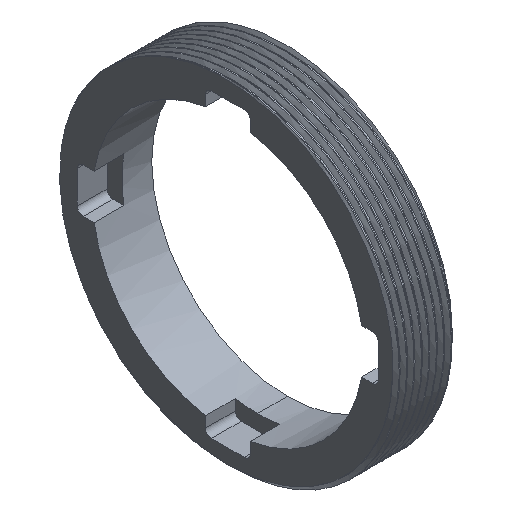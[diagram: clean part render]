
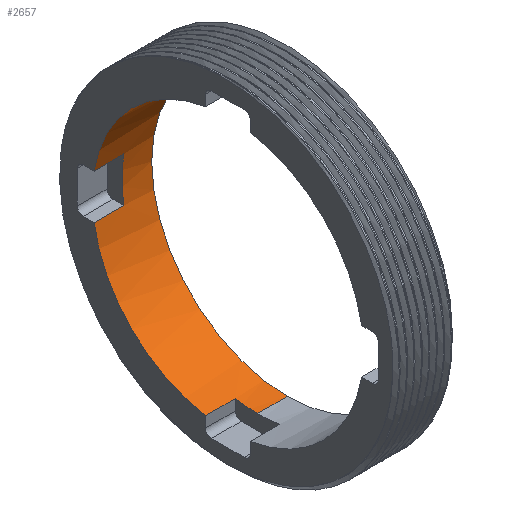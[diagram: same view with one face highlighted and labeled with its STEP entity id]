
A CAD part, isometric view. The second image highlights one B-rep face of the part: STEP entity #2657.
In plain terms, the highlighted cylindrical face has radius 28.956 mm (diameter 57.912 mm), a partial arc.
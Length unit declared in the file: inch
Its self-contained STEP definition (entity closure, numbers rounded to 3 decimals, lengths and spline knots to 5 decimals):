
#3 = EDGE_CURVE ( 'NONE', #3004, #1535, #1513, .T. ) ;
#30 = VERTEX_POINT ( 'NONE', #2128 ) ;
#32 = DIRECTION ( 'NONE',  ( -1., 0., 0. ) ) ;
#42 = EDGE_CURVE ( 'NONE', #2252, #802, #682, .T. ) ;
#111 = EDGE_LOOP ( 'NONE', ( #2476, #2765, #2282, #3058, #2947, #2445, #336, #240, #2677, #315, #2127, #1612 ) ) ;
#153 = CARTESIAN_POINT ( 'NONE',  ( 0.25, 0., 1.14 ) ) ;
#179 = DIRECTION ( 'NONE',  ( 1., 0., 0. ) ) ;
#240 = ORIENTED_EDGE ( 'NONE', *, *, #1690, .F. ) ;
#315 = ORIENTED_EDGE ( 'NONE', *, *, #2810, .T. ) ;
#336 = ORIENTED_EDGE ( 'NONE', *, *, #1132, .T. ) ;
#342 = FACE_OUTER_BOUND ( 'NONE', #111, .T. ) ;
#355 = CARTESIAN_POINT ( 'NONE',  ( 0.25, 0., 0. ) ) ;
#390 = CARTESIAN_POINT ( 'NONE',  ( 0.25, 0.1875, -1.12447 ) ) ;
#396 = CARTESIAN_POINT ( 'NONE',  ( 0., 0., 0. ) ) ;
#411 = VECTOR ( 'NONE', #1900, 39.37008 ) ;
#493 = DIRECTION ( 'NONE',  ( 0., 1., 0. ) ) ;
#510 = CIRCLE ( 'NONE', #1160, 1.14 ) ;
#569 = VERTEX_POINT ( 'NONE', #2195 ) ;
#578 = CARTESIAN_POINT ( 'NONE',  ( 0.5, 0., -1.14 ) ) ;
#622 = AXIS2_PLACEMENT_3D ( 'NONE', #1078, #1298, #1362 ) ;
#682 = CIRCLE ( 'NONE', #2026, 1.14 ) ;
#716 = CIRCLE ( 'NONE', #2469, 1.14 ) ;
#734 = DIRECTION ( 'NONE',  ( 1., 0., 0. ) ) ;
#802 = VERTEX_POINT ( 'NONE', #578 ) ;
#851 = EDGE_CURVE ( 'NONE', #569, #973, #1687, .T. ) ;
#970 = CARTESIAN_POINT ( 'NONE',  ( 0.25, 1.12447, -0.1875 ) ) ;
#973 = VERTEX_POINT ( 'NONE', #390 ) ;
#975 = EDGE_CURVE ( 'NONE', #802, #569, #2857, .T. ) ;
#1000 = VECTOR ( 'NONE', #2843, 39.37008 ) ;
#1078 = CARTESIAN_POINT ( 'NONE',  ( 0., 0., 0. ) ) ;
#1101 = CARTESIAN_POINT ( 'NONE',  ( 0., 0., 0. ) ) ;
#1132 = EDGE_CURVE ( 'NONE', #1535, #1536, #3074, .T. ) ;
#1160 = AXIS2_PLACEMENT_3D ( 'NONE', #1711, #1453, #1914 ) ;
#1183 = CARTESIAN_POINT ( 'NONE',  ( 0., 0.1875, 1.12447 ) ) ;
#1219 = LINE ( 'NONE', #2174, #1670 ) ;
#1298 = DIRECTION ( 'NONE',  ( -1., 0., 0. ) ) ;
#1347 = CARTESIAN_POINT ( 'NONE',  ( 0., 0.1875, 1.12447 ) ) ;
#1361 = EDGE_CURVE ( 'NONE', #30, #1786, #510, .T. ) ;
#1362 = DIRECTION ( 'NONE',  ( 0., 0., 1. ) ) ;
#1367 = CARTESIAN_POINT ( 'NONE',  ( 0., 0., -1.14 ) ) ;
#1371 = AXIS2_PLACEMENT_3D ( 'NONE', #1101, #2819, #1375 ) ;
#1375 = DIRECTION ( 'NONE',  ( 0., 0., 1. ) ) ;
#1425 = LINE ( 'NONE', #2391, #1518 ) ;
#1453 = DIRECTION ( 'NONE',  ( 1., 0., 0. ) ) ;
#1488 = VERTEX_POINT ( 'NONE', #1541 ) ;
#1513 = CIRCLE ( 'NONE', #1371, 1.14 ) ;
#1518 = VECTOR ( 'NONE', #1874, 39.37008 ) ;
#1535 = VERTEX_POINT ( 'NONE', #1986 ) ;
#1536 = VERTEX_POINT ( 'NONE', #3010 ) ;
#1541 = CARTESIAN_POINT ( 'NONE',  ( 0., 0.1875, -1.12447 ) ) ;
#1612 = ORIENTED_EDGE ( 'NONE', *, *, #851, .F. ) ;
#1670 = VECTOR ( 'NONE', #32, 39.37008 ) ;
#1672 = CARTESIAN_POINT ( 'NONE',  ( 0.5, 0., 1.14 ) ) ;
#1677 = DIRECTION ( 'NONE',  ( -1., 0., 0. ) ) ;
#1678 = EDGE_CURVE ( 'NONE', #1488, #973, #1922, .T. ) ;
#1687 = CIRCLE ( 'NONE', #2752, 1.14 ) ;
#1690 = EDGE_CURVE ( 'NONE', #2320, #1536, #716, .T. ) ;
#1711 = CARTESIAN_POINT ( 'NONE',  ( 0.25, 0., 0. ) ) ;
#1786 = VERTEX_POINT ( 'NONE', #153 ) ;
#1828 = DIRECTION ( 'NONE',  ( 0., 0., 1. ) ) ;
#1839 = EDGE_CURVE ( 'NONE', #30, #3004, #2062, .T. ) ;
#1874 = DIRECTION ( 'NONE',  ( -1., 0., 0. ) ) ;
#1877 = CARTESIAN_POINT ( 'NONE',  ( 0., 1.12447, 0.1875 ) ) ;
#1900 = DIRECTION ( 'NONE',  ( -1., 0., 0. ) ) ;
#1914 = DIRECTION ( 'NONE',  ( 0., 0., 1. ) ) ;
#1922 = LINE ( 'NONE', #2891, #2155 ) ;
#1986 = CARTESIAN_POINT ( 'NONE',  ( 0., 1.12447, 0.1875 ) ) ;
#2018 = DIRECTION ( 'NONE',  ( 1., 0., 0. ) ) ;
#2026 = AXIS2_PLACEMENT_3D ( 'NONE', #2178, #1677, #2151 ) ;
#2052 = DIRECTION ( 'NONE',  ( 0., 0., -1. ) ) ;
#2062 = LINE ( 'NONE', #1347, #2587 ) ;
#2127 = ORIENTED_EDGE ( 'NONE', *, *, #1678, .T. ) ;
#2128 = CARTESIAN_POINT ( 'NONE',  ( 0.25, 0.1875, 1.12447 ) ) ;
#2151 = DIRECTION ( 'NONE',  ( 0., 0., 1. ) ) ;
#2155 = VECTOR ( 'NONE', #734, 39.37008 ) ;
#2174 = CARTESIAN_POINT ( 'NONE',  ( 0., 0., 1.14 ) ) ;
#2178 = CARTESIAN_POINT ( 'NONE',  ( 0.5, 0., 0. ) ) ;
#2195 = CARTESIAN_POINT ( 'NONE',  ( 0.25, 0., -1.14 ) ) ;
#2252 = VERTEX_POINT ( 'NONE', #1672 ) ;
#2282 = ORIENTED_EDGE ( 'NONE', *, *, #2584, .T. ) ;
#2313 = DIRECTION ( 'NONE',  ( -1., 0., 0. ) ) ;
#2320 = VERTEX_POINT ( 'NONE', #970 ) ;
#2326 = CARTESIAN_POINT ( 'NONE',  ( 0.25, 0., 0. ) ) ;
#2391 = CARTESIAN_POINT ( 'NONE',  ( 0., 1.12447, -0.1875 ) ) ;
#2438 = CARTESIAN_POINT ( 'NONE',  ( 0., 1.12447, -0.1875 ) ) ;
#2445 = ORIENTED_EDGE ( 'NONE', *, *, #3, .T. ) ;
#2469 = AXIS2_PLACEMENT_3D ( 'NONE', #2326, #179, #493 ) ;
#2476 = ORIENTED_EDGE ( 'NONE', *, *, #975, .F. ) ;
#2510 = VERTEX_POINT ( 'NONE', #2438 ) ;
#2573 = CYLINDRICAL_SURFACE ( 'NONE', #622, 1.14 ) ;
#2584 = EDGE_CURVE ( 'NONE', #2252, #1786, #1219, .T. ) ;
#2587 = VECTOR ( 'NONE', #2313, 39.37008 ) ;
#2632 = AXIS2_PLACEMENT_3D ( 'NONE', #396, #3043, #1828 ) ;
#2657 = ADVANCED_FACE ( 'NONE', ( #342 ), #2573, .F. ) ;
#2677 = ORIENTED_EDGE ( 'NONE', *, *, #2991, .T. ) ;
#2752 = AXIS2_PLACEMENT_3D ( 'NONE', #355, #2018, #2052 ) ;
#2765 = ORIENTED_EDGE ( 'NONE', *, *, #42, .F. ) ;
#2810 = EDGE_CURVE ( 'NONE', #2510, #1488, #3083, .T. ) ;
#2819 = DIRECTION ( 'NONE',  ( -1., 0., 0. ) ) ;
#2843 = DIRECTION ( 'NONE',  ( 1., 0., 0. ) ) ;
#2857 = LINE ( 'NONE', #1367, #411 ) ;
#2891 = CARTESIAN_POINT ( 'NONE',  ( 0., 0.1875, -1.12447 ) ) ;
#2947 = ORIENTED_EDGE ( 'NONE', *, *, #1839, .T. ) ;
#2991 = EDGE_CURVE ( 'NONE', #2320, #2510, #1425, .T. ) ;
#3004 = VERTEX_POINT ( 'NONE', #1183 ) ;
#3010 = CARTESIAN_POINT ( 'NONE',  ( 0.25, 1.12447, 0.1875 ) ) ;
#3043 = DIRECTION ( 'NONE',  ( -1., 0., 0. ) ) ;
#3058 = ORIENTED_EDGE ( 'NONE', *, *, #1361, .F. ) ;
#3074 = LINE ( 'NONE', #1877, #1000 ) ;
#3083 = CIRCLE ( 'NONE', #2632, 1.14 ) ;
